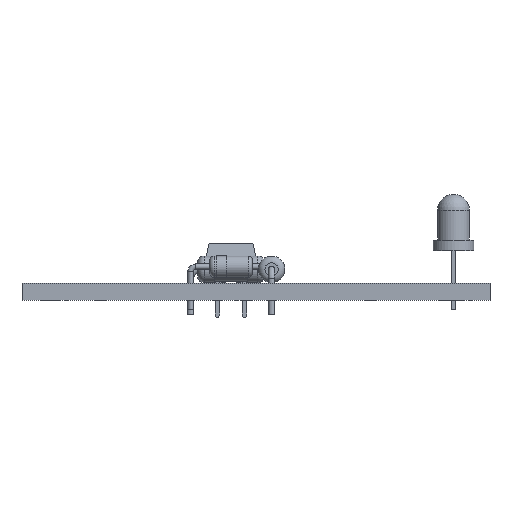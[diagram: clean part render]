
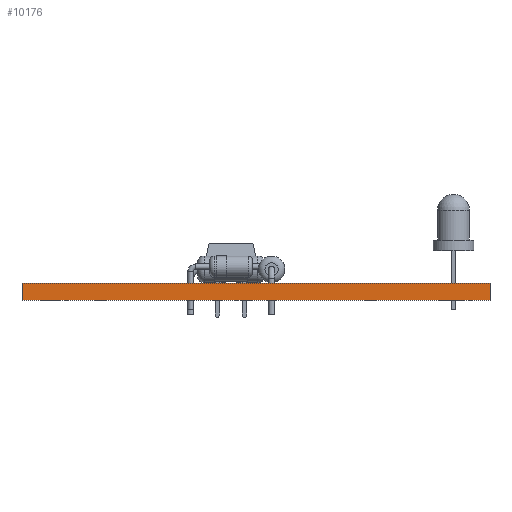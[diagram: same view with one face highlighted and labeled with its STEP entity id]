
A CAD part, front view. The second image highlights one B-rep face of the part: STEP entity #10176.
In plain terms, the highlighted planar face has unit normal (0, -1, 0).
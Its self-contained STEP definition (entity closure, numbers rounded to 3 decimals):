
#10176 = ADVANCED_FACE('',(#10177),#10191,.F.);
#10177 = FACE_BOUND('',#10178,.F.);
#10178 = EDGE_LOOP('',(#10179,#10214,#10242,#10270));
#10179 = ORIENTED_EDGE('',*,*,#10180,.T.);
#10180 = EDGE_CURVE('',#10181,#10183,#10185,.T.);
#10181 = VERTEX_POINT('',#10182);
#10182 = CARTESIAN_POINT('',(150.,-100.,0.));
#10183 = VERTEX_POINT('',#10184);
#10184 = CARTESIAN_POINT('',(150.,-100.,1.6));
#10185 = SURFACE_CURVE('',#10186,(#10190,#10202),.PCURVE_S1.);
#10186 = LINE('',#10187,#10188);
#10187 = CARTESIAN_POINT('',(150.,-100.,0.));
#10188 = VECTOR('',#10189,1.);
#10189 = DIRECTION('',(0.,0.,1.));
#10190 = PCURVE('',#10191,#10196);
#10191 = PLANE('',#10192);
#10192 = AXIS2_PLACEMENT_3D('',#10193,#10194,#10195);
#10193 = CARTESIAN_POINT('',(150.,-100.,0.));
#10194 = DIRECTION('',(0.,1.,0.));
#10195 = DIRECTION('',(1.,0.,0.));
#10196 = DEFINITIONAL_REPRESENTATION('',(#10197),#10201);
#10197 = LINE('',#10198,#10199);
#10198 = CARTESIAN_POINT('',(0.,0.));
#10199 = VECTOR('',#10200,1.);
#10200 = DIRECTION('',(0.,-1.));
#10201 = ( GEOMETRIC_REPRESENTATION_CONTEXT(2) 
PARAMETRIC_REPRESENTATION_CONTEXT() REPRESENTATION_CONTEXT('2D SPACE',''
  ) );
#10202 = PCURVE('',#10203,#10208);
#10203 = PLANE('',#10204);
#10204 = AXIS2_PLACEMENT_3D('',#10205,#10206,#10207);
#10205 = CARTESIAN_POINT('',(150.,-41.,0.));
#10206 = DIRECTION('',(1.,0.,-0.));
#10207 = DIRECTION('',(0.,-1.,0.));
#10208 = DEFINITIONAL_REPRESENTATION('',(#10209),#10213);
#10209 = LINE('',#10210,#10211);
#10210 = CARTESIAN_POINT('',(59.,0.));
#10211 = VECTOR('',#10212,1.);
#10212 = DIRECTION('',(0.,-1.));
#10213 = ( GEOMETRIC_REPRESENTATION_CONTEXT(2) 
PARAMETRIC_REPRESENTATION_CONTEXT() REPRESENTATION_CONTEXT('2D SPACE',''
  ) );
#10214 = ORIENTED_EDGE('',*,*,#10215,.T.);
#10215 = EDGE_CURVE('',#10183,#10216,#10218,.T.);
#10216 = VERTEX_POINT('',#10217);
#10217 = CARTESIAN_POINT('',(194.,-100.,1.6));
#10218 = SURFACE_CURVE('',#10219,(#10223,#10230),.PCURVE_S1.);
#10219 = LINE('',#10220,#10221);
#10220 = CARTESIAN_POINT('',(150.,-100.,1.6));
#10221 = VECTOR('',#10222,1.);
#10222 = DIRECTION('',(1.,0.,0.));
#10223 = PCURVE('',#10191,#10224);
#10224 = DEFINITIONAL_REPRESENTATION('',(#10225),#10229);
#10225 = LINE('',#10226,#10227);
#10226 = CARTESIAN_POINT('',(0.,-1.6));
#10227 = VECTOR('',#10228,1.);
#10228 = DIRECTION('',(1.,0.));
#10229 = ( GEOMETRIC_REPRESENTATION_CONTEXT(2) 
PARAMETRIC_REPRESENTATION_CONTEXT() REPRESENTATION_CONTEXT('2D SPACE',''
  ) );
#10230 = PCURVE('',#10231,#10236);
#10231 = PLANE('',#10232);
#10232 = AXIS2_PLACEMENT_3D('',#10233,#10234,#10235);
#10233 = CARTESIAN_POINT('',(172.,-70.5,1.6));
#10234 = DIRECTION('',(0.,0.,1.));
#10235 = DIRECTION('',(1.,0.,-0.));
#10236 = DEFINITIONAL_REPRESENTATION('',(#10237),#10241);
#10237 = LINE('',#10238,#10239);
#10238 = CARTESIAN_POINT('',(-22.,-29.5));
#10239 = VECTOR('',#10240,1.);
#10240 = DIRECTION('',(1.,0.));
#10241 = ( GEOMETRIC_REPRESENTATION_CONTEXT(2) 
PARAMETRIC_REPRESENTATION_CONTEXT() REPRESENTATION_CONTEXT('2D SPACE',''
  ) );
#10242 = ORIENTED_EDGE('',*,*,#10243,.F.);
#10243 = EDGE_CURVE('',#10244,#10216,#10246,.T.);
#10244 = VERTEX_POINT('',#10245);
#10245 = CARTESIAN_POINT('',(194.,-100.,0.));
#10246 = SURFACE_CURVE('',#10247,(#10251,#10258),.PCURVE_S1.);
#10247 = LINE('',#10248,#10249);
#10248 = CARTESIAN_POINT('',(194.,-100.,0.));
#10249 = VECTOR('',#10250,1.);
#10250 = DIRECTION('',(0.,0.,1.));
#10251 = PCURVE('',#10191,#10252);
#10252 = DEFINITIONAL_REPRESENTATION('',(#10253),#10257);
#10253 = LINE('',#10254,#10255);
#10254 = CARTESIAN_POINT('',(44.,0.));
#10255 = VECTOR('',#10256,1.);
#10256 = DIRECTION('',(0.,-1.));
#10257 = ( GEOMETRIC_REPRESENTATION_CONTEXT(2) 
PARAMETRIC_REPRESENTATION_CONTEXT() REPRESENTATION_CONTEXT('2D SPACE',''
  ) );
#10258 = PCURVE('',#10259,#10264);
#10259 = PLANE('',#10260);
#10260 = AXIS2_PLACEMENT_3D('',#10261,#10262,#10263);
#10261 = CARTESIAN_POINT('',(194.,-100.,0.));
#10262 = DIRECTION('',(-1.,0.,0.));
#10263 = DIRECTION('',(0.,1.,0.));
#10264 = DEFINITIONAL_REPRESENTATION('',(#10265),#10269);
#10265 = LINE('',#10266,#10267);
#10266 = CARTESIAN_POINT('',(0.,0.));
#10267 = VECTOR('',#10268,1.);
#10268 = DIRECTION('',(0.,-1.));
#10269 = ( GEOMETRIC_REPRESENTATION_CONTEXT(2) 
PARAMETRIC_REPRESENTATION_CONTEXT() REPRESENTATION_CONTEXT('2D SPACE',''
  ) );
#10270 = ORIENTED_EDGE('',*,*,#10271,.F.);
#10271 = EDGE_CURVE('',#10181,#10244,#10272,.T.);
#10272 = SURFACE_CURVE('',#10273,(#10277,#10284),.PCURVE_S1.);
#10273 = LINE('',#10274,#10275);
#10274 = CARTESIAN_POINT('',(150.,-100.,0.));
#10275 = VECTOR('',#10276,1.);
#10276 = DIRECTION('',(1.,0.,0.));
#10277 = PCURVE('',#10191,#10278);
#10278 = DEFINITIONAL_REPRESENTATION('',(#10279),#10283);
#10279 = LINE('',#10280,#10281);
#10280 = CARTESIAN_POINT('',(0.,0.));
#10281 = VECTOR('',#10282,1.);
#10282 = DIRECTION('',(1.,0.));
#10283 = ( GEOMETRIC_REPRESENTATION_CONTEXT(2) 
PARAMETRIC_REPRESENTATION_CONTEXT() REPRESENTATION_CONTEXT('2D SPACE',''
  ) );
#10284 = PCURVE('',#10285,#10290);
#10285 = PLANE('',#10286);
#10286 = AXIS2_PLACEMENT_3D('',#10287,#10288,#10289);
#10287 = CARTESIAN_POINT('',(172.,-70.5,0.));
#10288 = DIRECTION('',(0.,0.,1.));
#10289 = DIRECTION('',(1.,0.,-0.));
#10290 = DEFINITIONAL_REPRESENTATION('',(#10291),#10295);
#10291 = LINE('',#10292,#10293);
#10292 = CARTESIAN_POINT('',(-22.,-29.5));
#10293 = VECTOR('',#10294,1.);
#10294 = DIRECTION('',(1.,0.));
#10295 = ( GEOMETRIC_REPRESENTATION_CONTEXT(2) 
PARAMETRIC_REPRESENTATION_CONTEXT() REPRESENTATION_CONTEXT('2D SPACE',''
  ) );
